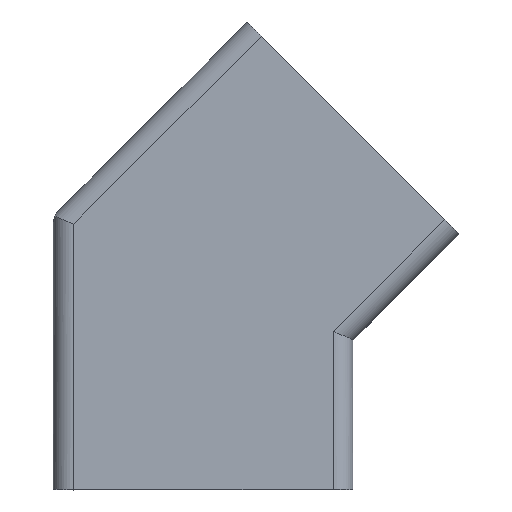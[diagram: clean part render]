
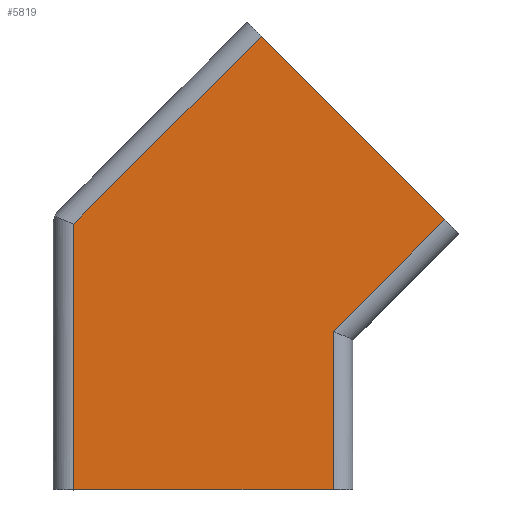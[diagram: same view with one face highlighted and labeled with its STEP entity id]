
A CAD part, top view. The second image highlights one B-rep face of the part: STEP entity #5819.
In plain terms, the highlighted planar face has unit normal (0.018, 0, 1).
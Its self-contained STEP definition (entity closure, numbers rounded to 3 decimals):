
#1471=ORIENTED_EDGE('',*,*,#2594,.T.);
#1472=ORIENTED_EDGE('',*,*,#2952,.T.);
#1473=ORIENTED_EDGE('',*,*,#2953,.T.);
#1474=ORIENTED_EDGE('',*,*,#2695,.F.);
#1475=ORIENTED_EDGE('',*,*,#2954,.T.);
#1476=ORIENTED_EDGE('',*,*,#2955,.T.);
#2594=EDGE_CURVE('',#3453,#3452,#3923,.T.);
#2695=EDGE_CURVE('',#3547,#3548,#3966,.T.);
#2952=EDGE_CURVE('',#3452,#3689,#4150,.F.);
#2953=EDGE_CURVE('',#3689,#3548,#4151,.F.);
#2954=EDGE_CURVE('',#3547,#3690,#4152,.F.);
#2955=EDGE_CURVE('',#3690,#3453,#4153,.T.);
#3452=VERTEX_POINT('',#9171);
#3453=VERTEX_POINT('',#9173);
#3547=VERTEX_POINT('',#9370);
#3548=VERTEX_POINT('',#9372);
#3689=VERTEX_POINT('',#9882);
#3690=VERTEX_POINT('',#9885);
#3923=LINE('',#9172,#4437);
#3966=LINE('',#9371,#4480);
#4150=LINE('',#9881,#4664);
#4151=LINE('',#9883,#4665);
#4152=LINE('',#9884,#4666);
#4153=LINE('',#9886,#4667);
#4437=VECTOR('',#7141,1000.);
#4480=VECTOR('',#7306,1000.);
#4664=VECTOR('',#7860,1000.);
#4665=VECTOR('',#7861,1000.);
#4666=VECTOR('',#7862,1000.);
#4667=VECTOR('',#7863,1000.);
#4967=EDGE_LOOP('',(#1471,#1472,#1473,#1474,#1475,#1476));
#5333=FACE_BOUND('',#4967,.T.);
#5615=PLANE('',#6411);
#5819=ADVANCED_FACE('',(#5333),#5615,.F.);
#6411=AXIS2_PLACEMENT_3D('',#9880,#7858,#7859);
#7141=DIRECTION('',(1.,0.,-0.017));
#7306=DIRECTION('',(0.707,-0.707,-0.012));
#7858=DIRECTION('',(-0.017,0.,-1.));
#7859=DIRECTION('',(-1.,0.,0.017));
#7860=DIRECTION('',(0.,-1.,0.));
#7861=DIRECTION('',(-0.707,-0.707,0.012));
#7862=DIRECTION('',(0.707,0.707,-0.012));
#7863=DIRECTION('',(0.,-1.,0.));
#9171=CARTESIAN_POINT('',(28.035,0.,14.511));
#9172=CARTESIAN_POINT('',(0.,0.,15.));
#9173=CARTESIAN_POINT('',(2.035,0.,14.964));
#9370=CARTESIAN_POINT('',(20.832,45.368,14.636));
#9371=CARTESIAN_POINT('',(40.597,25.603,14.291));
#9372=CARTESIAN_POINT('',(39.206,26.994,14.316));
#9880=CARTESIAN_POINT('',(0.,50.,15.));
#9881=CARTESIAN_POINT('',(28.035,50.,14.511));
#9882=CARTESIAN_POINT('',(28.035,15.823,14.511));
#9883=CARTESIAN_POINT('',(31.101,18.889,14.457));
#9884=CARTESIAN_POINT('',(12.73,37.266,14.778));
#9885=CARTESIAN_POINT('',(2.035,26.572,14.964));
#9886=CARTESIAN_POINT('',(2.035,50.,14.964));
